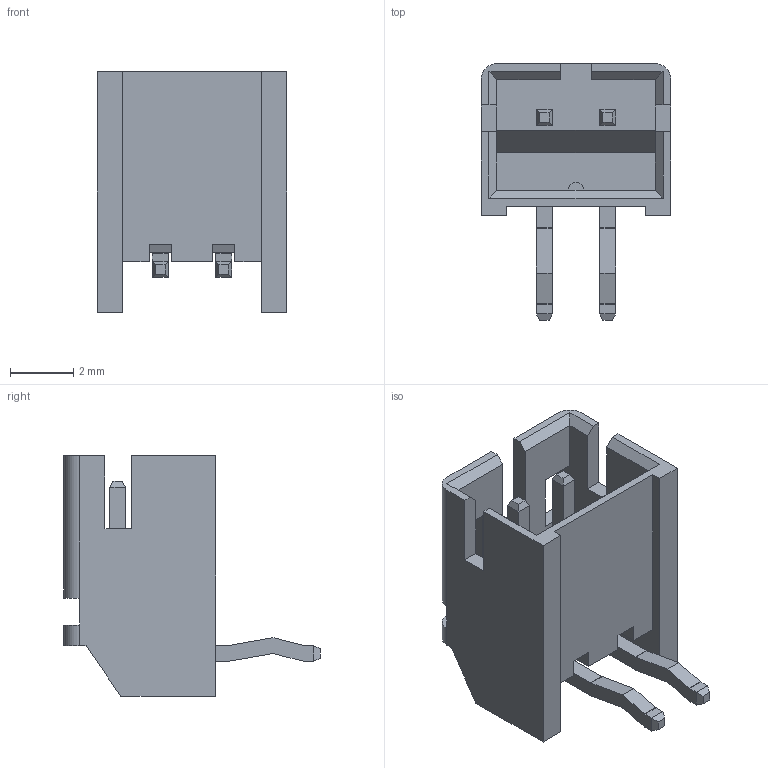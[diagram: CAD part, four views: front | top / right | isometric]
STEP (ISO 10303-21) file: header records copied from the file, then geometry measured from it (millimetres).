
FILE_DESCRIPTION((''),'2;1');
FILE_NAME('JS-1125R-02','2018-03-28T',('user'),(''),'CREO PARAMETRIC BY PTC INC, 2014350','CREO PARAMETRIC BY PTC INC, 2014350','');
FILE_SCHEMA(('CONFIG_CONTROL_DESIGN'));
Length unit declared in the file: millimetre
Products named in the file (1): JS-1125R-02
Bounding box: 6 x 8.1 x 7.6 mm (x, y, z)
Volume: 87.5 mm3; surface area: 331.9 mm2
Topology: 1 solids, 1 shells, 135 faces, 367 edges, 234 vertices
Faces by surface type: plane 116, cylinder 19
Entity records: 4209 total; most frequent: CARTESIAN_POINT 736, ORIENTED_EDGE 734, DIRECTION 675, EDGE_CURVE 367, VECTOR 329, LINE 329, VERTEX_POINT 234, AXIS2_PLACEMENT_3D 173
